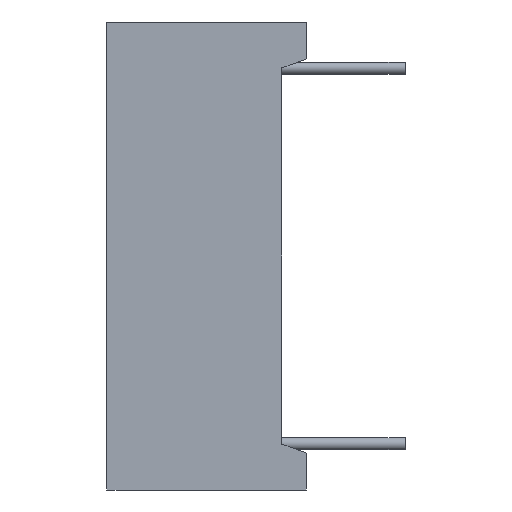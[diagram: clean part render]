
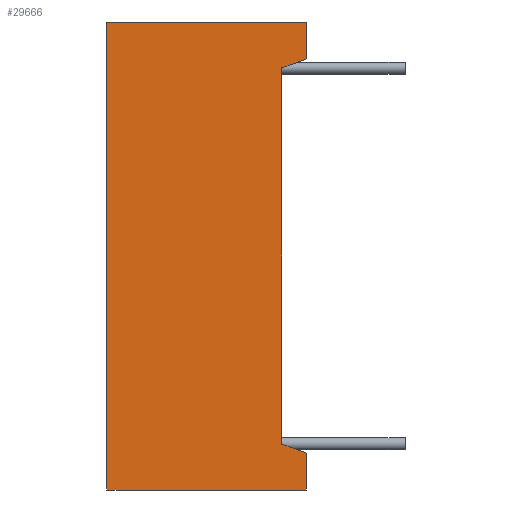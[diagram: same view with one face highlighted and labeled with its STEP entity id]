
A CAD part, left-side view. The second image highlights one B-rep face of the part: STEP entity #29666.
In plain terms, the highlighted planar face has unit normal (-1, 0, 0).
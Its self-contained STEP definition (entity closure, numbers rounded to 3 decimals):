
#76 = VERTEX_POINT ( 'NONE', #19750 ) ;
#133 = ORIENTED_EDGE ( 'NONE', *, *, #10846, .T. ) ;
#243 = VECTOR ( 'NONE', #16506, 1000. ) ;
#426 = DIRECTION ( 'NONE',  ( -1., 0., 0. ) ) ;
#1717 = VERTEX_POINT ( 'NONE', #8682 ) ;
#2127 = EDGE_LOOP ( 'NONE', ( #6661, #10446, #26245, #7014, #23477, #24895, #4213, #133 ) ) ;
#2796 = EDGE_CURVE ( 'NONE', #13965, #1717, #19569, .T. ) ;
#2895 = DIRECTION ( 'NONE',  ( 0., 0., 1. ) ) ;
#3478 = CARTESIAN_POINT ( 'NONE',  ( -25.15, -8.1, -9.5 ) ) ;
#4213 = ORIENTED_EDGE ( 'NONE', *, *, #12145, .T. ) ;
#4775 = VERTEX_POINT ( 'NONE', #9002 ) ;
#6100 = LINE ( 'NONE', #3478, #32056 ) ;
#6526 = VERTEX_POINT ( 'NONE', #7795 ) ;
#6661 = ORIENTED_EDGE ( 'NONE', *, *, #27690, .T. ) ;
#7014 = ORIENTED_EDGE ( 'NONE', *, *, #2796, .T. ) ;
#7678 = FACE_OUTER_BOUND ( 'NONE', #2127, .T. ) ;
#7795 = CARTESIAN_POINT ( 'NONE',  ( -25.15, 0., -9.5 ) ) ;
#8340 = DIRECTION ( 'NONE',  ( 0., 0., 1. ) ) ;
#8435 = VECTOR ( 'NONE', #11375, 1000. ) ;
#8682 = CARTESIAN_POINT ( 'NONE',  ( -25.15, -7.1, -7.636 ) ) ;
#9002 = CARTESIAN_POINT ( 'NONE',  ( -25.15, -8.1, 9.5 ) ) ;
#9651 = VERTEX_POINT ( 'NONE', #23328 ) ;
#10446 = ORIENTED_EDGE ( 'NONE', *, *, #25912, .T. ) ;
#10630 = VERTEX_POINT ( 'NONE', #29477 ) ;
#10846 = EDGE_CURVE ( 'NONE', #4775, #10630, #28071, .T. ) ;
#10920 = LINE ( 'NONE', #31574, #243 ) ;
#11034 = VECTOR ( 'NONE', #2895, 1000. ) ;
#11375 = DIRECTION ( 'NONE',  ( 0., 1., 0. ) ) ;
#12145 = EDGE_CURVE ( 'NONE', #76, #4775, #16114, .T. ) ;
#12401 = CARTESIAN_POINT ( 'NONE',  ( -25.15, -8.1, -8. ) ) ;
#13097 = DIRECTION ( 'NONE',  ( 0., 0., 1. ) ) ;
#13391 = LINE ( 'NONE', #28102, #28332 ) ;
#13559 = EDGE_CURVE ( 'NONE', #76, #9651, #14214, .T. ) ;
#13965 = VERTEX_POINT ( 'NONE', #12401 ) ;
#14214 = LINE ( 'NONE', #20900, #19727 ) ;
#15376 = LINE ( 'NONE', #28215, #30384 ) ;
#15481 = PLANE ( 'NONE',  #21057 ) ;
#16114 = LINE ( 'NONE', #25108, #11034 ) ;
#16166 = CARTESIAN_POINT ( 'NONE',  ( -25.15, -8.1, 9.5 ) ) ;
#16506 = DIRECTION ( 'NONE',  ( 0., -1., 0. ) ) ;
#16598 = CARTESIAN_POINT ( 'NONE',  ( -25.15, -8.1, -9.5 ) ) ;
#19569 = LINE ( 'NONE', #22485, #30614 ) ;
#19727 = VECTOR ( 'NONE', #23459, 1000. ) ;
#19750 = CARTESIAN_POINT ( 'NONE',  ( -25.15, -8.1, 8. ) ) ;
#19945 = DIRECTION ( 'NONE',  ( 0., 0.94, 0.342 ) ) ;
#20571 = VERTEX_POINT ( 'NONE', #16598 ) ;
#20900 = CARTESIAN_POINT ( 'NONE',  ( -25.15, 3.256, 3.867 ) ) ;
#21057 = AXIS2_PLACEMENT_3D ( 'NONE', #28140, #426, #13097 ) ;
#22485 = CARTESIAN_POINT ( 'NONE',  ( -25.15, -8.1, -8. ) ) ;
#23328 = CARTESIAN_POINT ( 'NONE',  ( -25.15, -7.1, 7.636 ) ) ;
#23459 = DIRECTION ( 'NONE',  ( 0., 0.94, -0.342 ) ) ;
#23477 = ORIENTED_EDGE ( 'NONE', *, *, #27498, .T. ) ;
#24895 = ORIENTED_EDGE ( 'NONE', *, *, #13559, .F. ) ;
#25108 = CARTESIAN_POINT ( 'NONE',  ( -25.15, -8.1, -9.5 ) ) ;
#25912 = EDGE_CURVE ( 'NONE', #6526, #20571, #10920, .T. ) ;
#26245 = ORIENTED_EDGE ( 'NONE', *, *, #26571, .T. ) ;
#26571 = EDGE_CURVE ( 'NONE', #20571, #13965, #6100, .T. ) ;
#27498 = EDGE_CURVE ( 'NONE', #1717, #9651, #15376, .T. ) ;
#27690 = EDGE_CURVE ( 'NONE', #10630, #6526, #13391, .T. ) ;
#27793 = DIRECTION ( 'NONE',  ( 0., 0., -1. ) ) ;
#27905 = DIRECTION ( 'NONE',  ( 0., 0., 1. ) ) ;
#28071 = LINE ( 'NONE', #16166, #8435 ) ;
#28102 = CARTESIAN_POINT ( 'NONE',  ( -25.15, 0., -9.5 ) ) ;
#28140 = CARTESIAN_POINT ( 'NONE',  ( -25.15, -8.1, -9.5 ) ) ;
#28215 = CARTESIAN_POINT ( 'NONE',  ( -25.15, -7.1, -9.5 ) ) ;
#28332 = VECTOR ( 'NONE', #27793, 1000. ) ;
#29477 = CARTESIAN_POINT ( 'NONE',  ( -25.15, 0., 9.5 ) ) ;
#29666 = ADVANCED_FACE ( 'NONE', ( #7678 ), #15481, .T. ) ;
#30384 = VECTOR ( 'NONE', #27905, 1000. ) ;
#30614 = VECTOR ( 'NONE', #19945, 1000. ) ;
#31574 = CARTESIAN_POINT ( 'NONE',  ( -25.15, -8.1, -9.5 ) ) ;
#32056 = VECTOR ( 'NONE', #8340, 1000. ) ;
